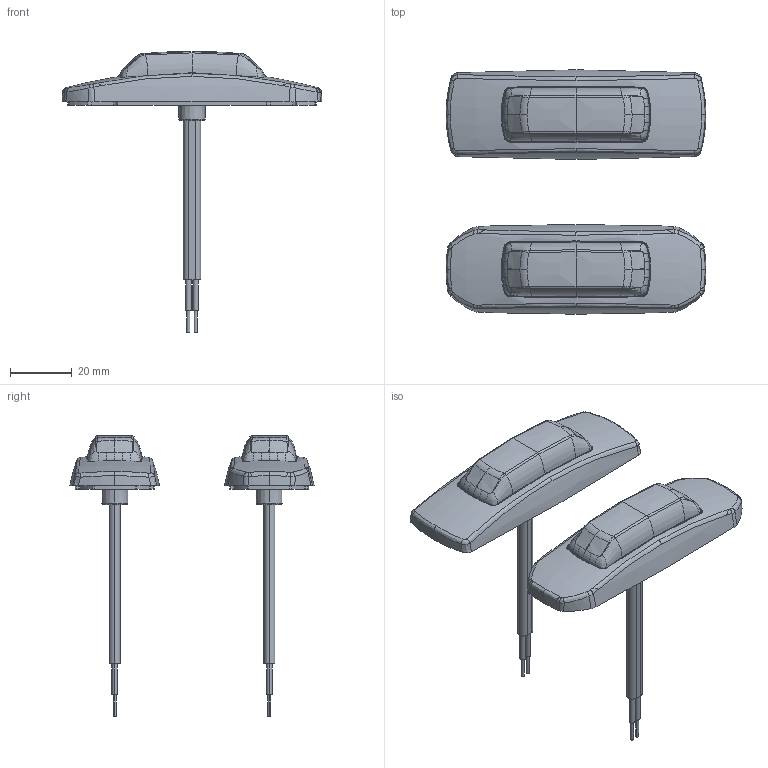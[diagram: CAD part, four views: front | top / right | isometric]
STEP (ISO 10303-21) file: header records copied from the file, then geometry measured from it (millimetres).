
FILE_DESCRIPTION (( 'STEP AP203' ), '1' );
FILE_NAME ('Model 68_Side Marker Lamp_Customer.STEP', '2024-08-07T01:11:36', ( '' ), ( '' ), 'SwSTEP 2.0', 'SolidWorks 2022', '' );
FILE_SCHEMA (( 'CONFIG_CONTROL_DESIGN' ));
Length unit declared in the file: millimetre
Products named in the file (1): Model 68_Side Marker Lamp_Customer
Bounding box: 83.99 x 78.98 x 90.79 mm (x, y, z)
Volume: 47670.4 mm3; surface area: 16891.6 mm2
Topology: 2 solids, 4 shells, 487 faces, 1255 edges, 804 vertices
Faces by surface type: cylinder 176, bspline 112, torus 71, cone 64, plane 64
Entity records: 30408 total; most frequent: CARTESIAN_POINT 20276, ORIENTED_EDGE 2510, DIRECTION 1512, EDGE_CURVE 1255, VERTEX_POINT 804, B_SPLINE_CURVE_WITH_KNOTS 690, AXIS2_PLACEMENT_3D 669, EDGE_LOOP 523
